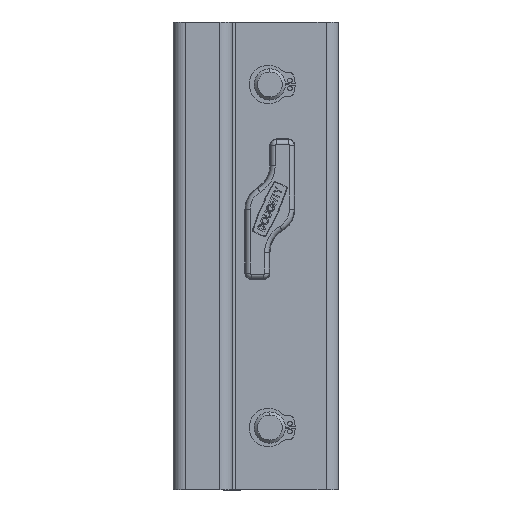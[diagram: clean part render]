
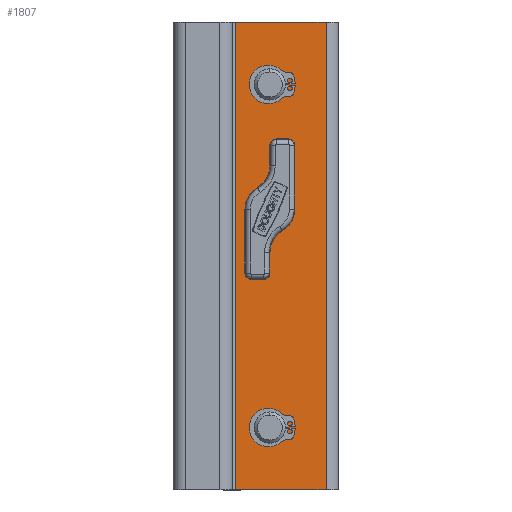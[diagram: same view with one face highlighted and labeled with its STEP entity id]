
A CAD part, left-side view. The second image highlights one B-rep face of the part: STEP entity #1807.
In plain terms, the highlighted planar face has unit normal (-1, 0, 0).
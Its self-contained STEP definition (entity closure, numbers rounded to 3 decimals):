
#807 = EDGE_CURVE ( 'NONE', #51498, #38280, #21378, .T. ) ;
#1807 = ADVANCED_FACE ( 'NONE', ( #5360, #39170, #8575, #45512 ), #72228, .F. ) ;
#2942 = DIRECTION ( 'NONE',  ( 0., 1., 0. ) ) ;
#3224 = EDGE_CURVE ( 'NONE', #76460, #38280, #44341, .T. ) ;
#4241 = VERTEX_POINT ( 'NONE', #21688 ) ;
#5360 = FACE_BOUND ( 'NONE', #52259, .T. ) ;
#5380 = AXIS2_PLACEMENT_3D ( 'NONE', #28605, #9346, #22942 ) ;
#5786 = ORIENTED_EDGE ( 'NONE', *, *, #20072, .T. ) ;
#6552 = EDGE_LOOP ( 'NONE', ( #17524, #81831, #74336, #71518 ) ) ;
#6839 = DIRECTION ( 'NONE',  ( 0., 0., -1. ) ) ;
#8575 = FACE_BOUND ( 'NONE', #44909, .T. ) ;
#9346 = DIRECTION ( 'NONE',  ( 1., 0., 0. ) ) ;
#12376 = DIRECTION ( 'NONE',  ( 0., 1., 0. ) ) ;
#15445 = CIRCLE ( 'NONE', #70804, 5.25 ) ;
#15857 = CARTESIAN_POINT ( 'NONE',  ( -60., 4., -75. ) ) ;
#17524 = ORIENTED_EDGE ( 'NONE', *, *, #83816, .F. ) ;
#19346 = EDGE_CURVE ( 'NONE', #75094, #59987, #25040, .T. ) ;
#20072 = EDGE_CURVE ( 'NONE', #4241, #55889, #15445, .T. ) ;
#21378 = LINE ( 'NONE', #47841, #56226 ) ;
#21688 = CARTESIAN_POINT ( 'NONE',  ( -60., 27.25, -55. ) ) ;
#22851 = DIRECTION ( 'NONE',  ( 0., 1., 0. ) ) ;
#22942 = DIRECTION ( 'NONE',  ( 0., 1., 0. ) ) ;
#23247 = AXIS2_PLACEMENT_3D ( 'NONE', #70358, #63223, #2942 ) ;
#23382 = LINE ( 'NONE', #15857, #60339 ) ;
#24425 = VERTEX_POINT ( 'NONE', #72037 ) ;
#25040 = CIRCLE ( 'NONE', #60535, 5.25 ) ;
#25051 = DIRECTION ( 'NONE',  ( 1., 0., 0. ) ) ;
#25409 = CARTESIAN_POINT ( 'NONE',  ( -60., 22., 15. ) ) ;
#26289 = DIRECTION ( 'NONE',  ( 1., 0., 0. ) ) ;
#26894 = CIRCLE ( 'NONE', #5380, 4.5 ) ;
#28605 = CARTESIAN_POINT ( 'NONE',  ( -60., 22., 15. ) ) ;
#29205 = CARTESIAN_POINT ( 'NONE',  ( -60., 4., 75. ) ) ;
#30689 = VECTOR ( 'NONE', #31707, 1000. ) ;
#30897 = ORIENTED_EDGE ( 'NONE', *, *, #38370, .T. ) ;
#31113 = CARTESIAN_POINT ( 'NONE',  ( -60., 27.25, 55. ) ) ;
#31707 = DIRECTION ( 'NONE',  ( 0., 1., 0. ) ) ;
#32342 = AXIS2_PLACEMENT_3D ( 'NONE', #41791, #40927, #55108 ) ;
#33452 = VERTEX_POINT ( 'NONE', #87080 ) ;
#34686 = ORIENTED_EDGE ( 'NONE', *, *, #47447, .T. ) ;
#34899 = CARTESIAN_POINT ( 'NONE',  ( -60., 22., -55. ) ) ;
#38280 = VERTEX_POINT ( 'NONE', #40069 ) ;
#38370 = EDGE_CURVE ( 'NONE', #55889, #4241, #55128, .T. ) ;
#38607 = CARTESIAN_POINT ( 'NONE',  ( -60., 22., 55. ) ) ;
#39170 = FACE_BOUND ( 'NONE', #41535, .T. ) ;
#39321 = CARTESIAN_POINT ( 'NONE',  ( -60., 4., -75. ) ) ;
#40069 = CARTESIAN_POINT ( 'NONE',  ( -60., 33., -75. ) ) ;
#40927 = DIRECTION ( 'NONE',  ( 1., 0., 0. ) ) ;
#41535 = EDGE_LOOP ( 'NONE', ( #5786, #30897 ) ) ;
#41791 = CARTESIAN_POINT ( 'NONE',  ( -60., 22., -55. ) ) ;
#43095 = LINE ( 'NONE', #76942, #82251 ) ;
#43170 = DIRECTION ( 'NONE',  ( 1., 0., 0. ) ) ;
#44341 = LINE ( 'NONE', #58287, #30689 ) ;
#44909 = EDGE_LOOP ( 'NONE', ( #63848, #46424 ) ) ;
#45512 = FACE_OUTER_BOUND ( 'NONE', #6552, .T. ) ;
#46053 = EDGE_CURVE ( 'NONE', #33452, #24425, #26894, .T. ) ;
#46424 = ORIENTED_EDGE ( 'NONE', *, *, #19346, .T. ) ;
#47447 = EDGE_CURVE ( 'NONE', #24425, #33452, #82805, .T. ) ;
#47841 = CARTESIAN_POINT ( 'NONE',  ( -60., 33., 75. ) ) ;
#50089 = ORIENTED_EDGE ( 'NONE', *, *, #46053, .T. ) ;
#51498 = VERTEX_POINT ( 'NONE', #79415 ) ;
#52259 = EDGE_LOOP ( 'NONE', ( #34686, #50089 ) ) ;
#55108 = DIRECTION ( 'NONE',  ( 0., 1., 0. ) ) ;
#55128 = CIRCLE ( 'NONE', #32342, 5.25 ) ;
#55889 = VERTEX_POINT ( 'NONE', #84914 ) ;
#56226 = VECTOR ( 'NONE', #6839, 1000. ) ;
#56811 = DIRECTION ( 'NONE',  ( 0., -1., 0. ) ) ;
#58287 = CARTESIAN_POINT ( 'NONE',  ( -60., 3., -75. ) ) ;
#58537 = EDGE_CURVE ( 'NONE', #76460, #60651, #23382, .T. ) ;
#59987 = VERTEX_POINT ( 'NONE', #31113 ) ;
#60339 = VECTOR ( 'NONE', #70542, 1000. ) ;
#60535 = AXIS2_PLACEMENT_3D ( 'NONE', #38607, #25051, #85944 ) ;
#60651 = VERTEX_POINT ( 'NONE', #29205 ) ;
#61509 = DIRECTION ( 'NONE',  ( 0., 1., 0. ) ) ;
#62696 = CARTESIAN_POINT ( 'NONE',  ( -60., 16.75, 55. ) ) ;
#62820 = EDGE_CURVE ( 'NONE', #59987, #75094, #74766, .T. ) ;
#63223 = DIRECTION ( 'NONE',  ( 1., 0., 0. ) ) ;
#63629 = CARTESIAN_POINT ( 'NONE',  ( -60., 22., 55. ) ) ;
#63848 = ORIENTED_EDGE ( 'NONE', *, *, #62820, .T. ) ;
#70358 = CARTESIAN_POINT ( 'NONE',  ( -60., 0., 75. ) ) ;
#70542 = DIRECTION ( 'NONE',  ( 0., 0., 1. ) ) ;
#70804 = AXIS2_PLACEMENT_3D ( 'NONE', #34899, #74564, #61509 ) ;
#71518 = ORIENTED_EDGE ( 'NONE', *, *, #58537, .T. ) ;
#72037 = CARTESIAN_POINT ( 'NONE',  ( -60., 26.5, 15. ) ) ;
#72228 = PLANE ( 'NONE',  #23247 ) ;
#74336 = ORIENTED_EDGE ( 'NONE', *, *, #3224, .F. ) ;
#74564 = DIRECTION ( 'NONE',  ( 1., 0., 0. ) ) ;
#74766 = CIRCLE ( 'NONE', #78270, 5.25 ) ;
#75094 = VERTEX_POINT ( 'NONE', #62696 ) ;
#76460 = VERTEX_POINT ( 'NONE', #39321 ) ;
#76942 = CARTESIAN_POINT ( 'NONE',  ( -60., 0., 75. ) ) ;
#78270 = AXIS2_PLACEMENT_3D ( 'NONE', #63629, #43170, #22851 ) ;
#79415 = CARTESIAN_POINT ( 'NONE',  ( -60., 33., 75. ) ) ;
#81831 = ORIENTED_EDGE ( 'NONE', *, *, #807, .T. ) ;
#82251 = VECTOR ( 'NONE', #56811, 1000. ) ;
#82805 = CIRCLE ( 'NONE', #84116, 4.5 ) ;
#83816 = EDGE_CURVE ( 'NONE', #51498, #60651, #43095, .T. ) ;
#84116 = AXIS2_PLACEMENT_3D ( 'NONE', #25409, #26289, #12376 ) ;
#84914 = CARTESIAN_POINT ( 'NONE',  ( -60., 16.75, -55. ) ) ;
#85944 = DIRECTION ( 'NONE',  ( 0., 1., 0. ) ) ;
#87080 = CARTESIAN_POINT ( 'NONE',  ( -60., 17.5, 15. ) ) ;
